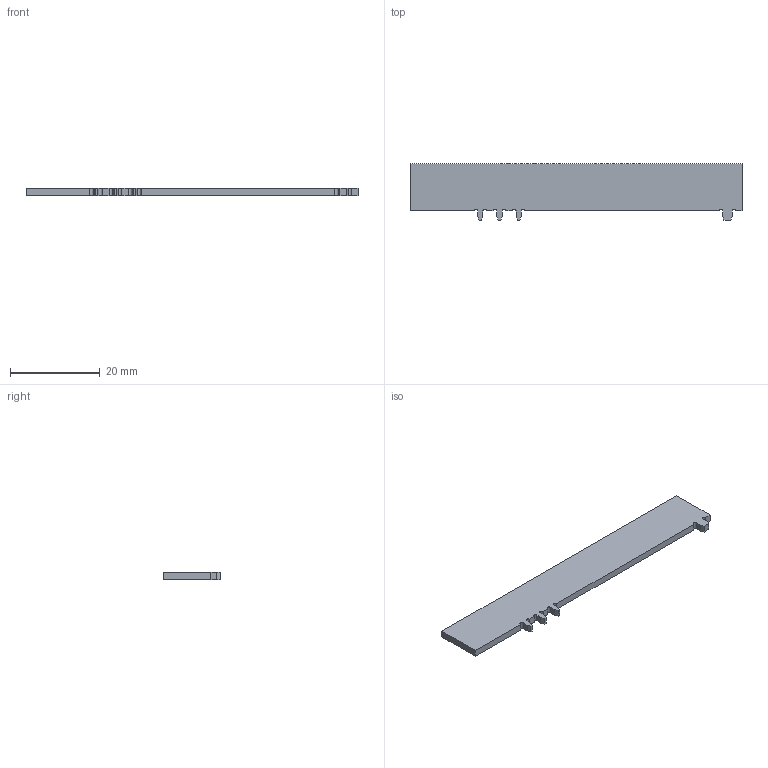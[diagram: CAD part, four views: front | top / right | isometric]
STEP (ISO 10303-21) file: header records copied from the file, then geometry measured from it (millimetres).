
FILE_DESCRIPTION((''),'2;1');
FILE_NAME('C-2118310-1','2014-03-08T',('workeradm'),('Tyco Electronics Ltd.'),'PRO/ENGINEER BY PARAMETRIC TECHNOLOGY CORPORATION, 2013050','PRO/ENGINEER BY PARAMETRIC TECHNOLOGY CORPORATION, 2013050','');
FILE_SCHEMA(('AUTOMOTIVE_DESIGN { 1 0 10303 214 1 1 1 1 }'));
Length unit declared in the file: millimetre
Products named in the file (1): C-2118310-1
Bounding box: 74 x 12.66 x 1.57 mm (x, y, z)
Volume: 1239.9 mm3; surface area: 1874.2 mm2
Topology: 1 solids, 1 shells, 38 faces, 108 edges, 72 vertices
Faces by surface type: plane 30, cylinder 8
Entity records: 1404 total; most frequent: CARTESIAN_POINT 220, ORIENTED_EDGE 216, DIRECTION 200, COLOUR_RGB 126, EDGE_CURVE 108, VECTOR 92, LINE 92, VERTEX_POINT 72
